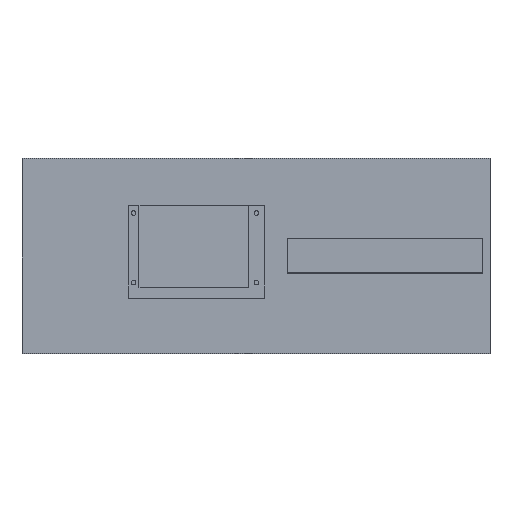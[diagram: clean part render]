
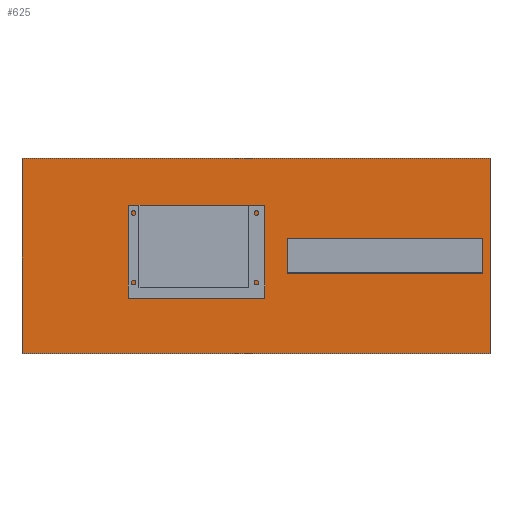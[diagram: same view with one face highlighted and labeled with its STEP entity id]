
A CAD part, top view. The second image highlights one B-rep face of the part: STEP entity #625.
In plain terms, the highlighted planar face has unit normal (0, 0, 1).
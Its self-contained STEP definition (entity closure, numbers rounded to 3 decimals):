
#47=FACE_OUTER_BOUND('',#85,.T.);
#85=EDGE_LOOP('',(#435,#436,#437,#438));
#127=LINE('',#897,#203);
#131=LINE('',#905,#207);
#134=LINE('',#911,#210);
#137=LINE('',#916,#213);
#203=VECTOR('',#727,10.);
#207=VECTOR('',#733,10.);
#210=VECTOR('',#738,10.);
#213=VECTOR('',#743,10.);
#279=VERTEX_POINT('',#895);
#280=VERTEX_POINT('',#896);
#283=VERTEX_POINT('',#904);
#285=VERTEX_POINT('',#910);
#335=EDGE_CURVE('',#279,#280,#127,.T.);
#339=EDGE_CURVE('',#283,#279,#131,.T.);
#342=EDGE_CURVE('',#285,#283,#134,.T.);
#345=EDGE_CURVE('',#280,#285,#137,.T.);
#435=ORIENTED_EDGE('',*,*,#345,.F.);
#436=ORIENTED_EDGE('',*,*,#335,.F.);
#437=ORIENTED_EDGE('',*,*,#339,.F.);
#438=ORIENTED_EDGE('',*,*,#342,.F.);
#591=PLANE('',#681);
#625=ADVANCED_FACE('',(#47),#591,.T.);
#681=AXIS2_PLACEMENT_3D('',#918,#745,#746);
#727=DIRECTION('',(0.,-1.,0.));
#733=DIRECTION('',(1.,0.,0.));
#738=DIRECTION('',(0.,1.,0.));
#743=DIRECTION('',(-1.,0.,0.));
#745=DIRECTION('center_axis',(0.,0.,1.));
#746=DIRECTION('ref_axis',(1.,0.,0.));
#895=CARTESIAN_POINT('',(600.,0.,0.));
#896=CARTESIAN_POINT('',(600.,-250.,0.));
#897=CARTESIAN_POINT('',(600.,0.,0.));
#904=CARTESIAN_POINT('',(0.,0.,0.));
#905=CARTESIAN_POINT('',(0.,0.,0.));
#910=CARTESIAN_POINT('',(0.,-250.,0.));
#911=CARTESIAN_POINT('',(0.,-250.,0.));
#916=CARTESIAN_POINT('',(600.,-250.,0.));
#918=CARTESIAN_POINT('Origin',(300.,-125.,0.));
